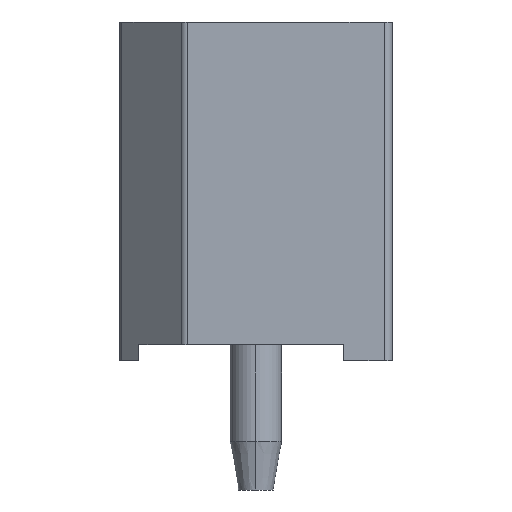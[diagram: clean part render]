
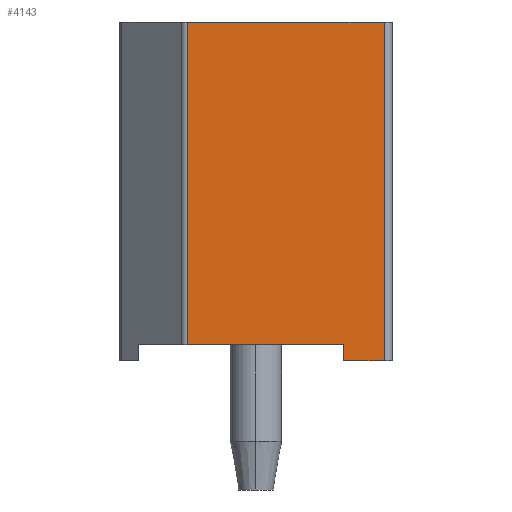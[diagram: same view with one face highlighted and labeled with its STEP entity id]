
A CAD part, left-side view. The second image highlights one B-rep face of the part: STEP entity #4143.
In plain terms, the highlighted planar face has unit normal (-1, 0, 0).
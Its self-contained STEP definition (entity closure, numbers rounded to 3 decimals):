
#300 = VECTOR ( 'NONE', #3618, 1000. ) ;
#526 = CARTESIAN_POINT ( 'NONE',  ( -11.8, 4.225, 10. ) ) ;
#1074 = LINE ( 'NONE', #10244, #13485 ) ;
#1794 = DIRECTION ( 'NONE',  ( 0., -1., 0. ) ) ;
#2680 = DIRECTION ( 'NONE',  ( 0., -1., 0. ) ) ;
#2688 = DIRECTION ( 'NONE',  ( 0., 0., -1. ) ) ;
#2715 = CARTESIAN_POINT ( 'NONE',  ( -11.8, 2.121, 0. ) ) ;
#3286 = VECTOR ( 'NONE', #2688, 1000. ) ;
#3490 = DIRECTION ( 'NONE',  ( 0., 1., 0. ) ) ;
#3618 = DIRECTION ( 'NONE',  ( 0., 0., 1. ) ) ;
#3708 = ORIENTED_EDGE ( 'NONE', *, *, #13242, .T. ) ;
#3735 = ORIENTED_EDGE ( 'NONE', *, *, #3966, .F. ) ;
#3898 = EDGE_LOOP ( 'NONE', ( #11721, #9139, #3735, #6638, #3708, #10382 ) ) ;
#3936 = LINE ( 'NONE', #526, #9977 ) ;
#3966 = EDGE_CURVE ( 'NONE', #7600, #12098, #3936, .T. ) ;
#4143 = ADVANCED_FACE ( 'NONE', ( #11078 ), #7534, .F. ) ;
#4876 = LINE ( 'NONE', #5751, #300 ) ;
#5185 = CARTESIAN_POINT ( 'NONE',  ( -11.8, 4.225, 0. ) ) ;
#5556 = VERTEX_POINT ( 'NONE', #10629 ) ;
#5751 = CARTESIAN_POINT ( 'NONE',  ( -11.8, -2.725, -0.5 ) ) ;
#5805 = VERTEX_POINT ( 'NONE', #2715 ) ;
#5831 = CARTESIAN_POINT ( 'NONE',  ( -11.8, 2.121, 10. ) ) ;
#5985 = LINE ( 'NONE', #10521, #3286 ) ;
#6638 = ORIENTED_EDGE ( 'NONE', *, *, #12417, .T. ) ;
#6854 = DIRECTION ( 'NONE',  ( 0., 1., 0. ) ) ;
#7534 = PLANE ( 'NONE',  #10920 ) ;
#7600 = VERTEX_POINT ( 'NONE', #5831 ) ;
#8377 = LINE ( 'NONE', #5185, #13901 ) ;
#8610 = VECTOR ( 'NONE', #3490, 1000. ) ;
#8706 = DIRECTION ( 'NONE',  ( 1., 0., 0. ) ) ;
#8708 = VERTEX_POINT ( 'NONE', #9412 ) ;
#9114 = CARTESIAN_POINT ( 'NONE',  ( -11.8, -4.225, -0.5 ) ) ;
#9136 = DIRECTION ( 'NONE',  ( 0., 0., 1. ) ) ;
#9139 = ORIENTED_EDGE ( 'NONE', *, *, #10474, .T. ) ;
#9354 = LINE ( 'NONE', #9114, #8610 ) ;
#9412 = CARTESIAN_POINT ( 'NONE',  ( -11.8, -2.725, -0.5 ) ) ;
#9853 = EDGE_CURVE ( 'NONE', #8708, #5556, #4876, .T. ) ;
#9977 = VECTOR ( 'NONE', #2680, 1000. ) ;
#10244 = CARTESIAN_POINT ( 'NONE',  ( -11.8, -3.975, 10. ) ) ;
#10382 = ORIENTED_EDGE ( 'NONE', *, *, #9853, .F. ) ;
#10474 = EDGE_CURVE ( 'NONE', #12469, #12098, #1074, .T. ) ;
#10521 = CARTESIAN_POINT ( 'NONE',  ( -11.8, 2.121, 0. ) ) ;
#10629 = CARTESIAN_POINT ( 'NONE',  ( -11.8, -2.725, 0. ) ) ;
#10861 = CARTESIAN_POINT ( 'NONE',  ( -11.8, -3.975, 10. ) ) ;
#10920 = AXIS2_PLACEMENT_3D ( 'NONE', #12026, #8706, #6854 ) ;
#10952 = CARTESIAN_POINT ( 'NONE',  ( -11.8, -3.975, -0.5 ) ) ;
#11078 = FACE_OUTER_BOUND ( 'NONE', #3898, .T. ) ;
#11721 = ORIENTED_EDGE ( 'NONE', *, *, #11750, .F. ) ;
#11750 = EDGE_CURVE ( 'NONE', #12469, #8708, #9354, .T. ) ;
#12026 = CARTESIAN_POINT ( 'NONE',  ( -11.8, 4.225, 10. ) ) ;
#12098 = VERTEX_POINT ( 'NONE', #10861 ) ;
#12417 = EDGE_CURVE ( 'NONE', #7600, #5805, #5985, .T. ) ;
#12469 = VERTEX_POINT ( 'NONE', #10952 ) ;
#13242 = EDGE_CURVE ( 'NONE', #5805, #5556, #8377, .T. ) ;
#13485 = VECTOR ( 'NONE', #9136, 1000. ) ;
#13901 = VECTOR ( 'NONE', #1794, 1000. ) ;
